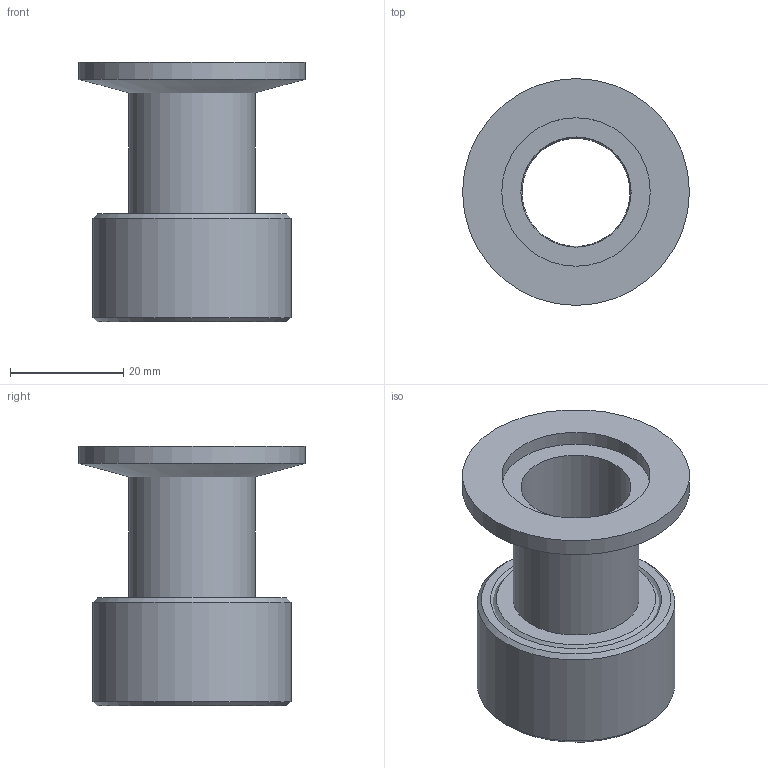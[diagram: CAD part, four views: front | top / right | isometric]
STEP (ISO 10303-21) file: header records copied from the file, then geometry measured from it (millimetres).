
FILE_DESCRIPTION(/* description */ (''),/* implementation_level */ '2;1');
FILE_NAME(/* name */ '1000007b.stp',/* time_stamp */ '2017-07-05T13:09:15-04:00',/* author */ ('Vance_A'),/* organization */ (''),/* preprocessor_version */ 'ST-DEVELOPER v16.1',/* originating_system */ 'Autodesk Inventor 2016',/* authorisation */ '');
FILE_SCHEMA (('AUTOMOTIVE_DESIGN { 1 0 10303 214 3 1 1 }'));
Length unit declared in the file: inch
Products named in the file (1): Part1
Bounding box: 40.01 x 40.01 x 45.85 mm (x, y, z)
Surface area: 14521.8 mm2 (no closed solid volume)
Topology: 0 solids, 4 shells, 36 faces, 62 edges, 38 vertices
Faces by surface type: cylinder 14, plane 12, cone 6, torus 4
Full cylindrical faces by diameter (mm): 19.05 x1, 19.431 x3, 22.225 x1, 23.8 x1, 23.812 x1, 26.187 x1, 28.092 x1, 28.194 x1, 28.778 x1, 30.124 x1, 34.925 x1, 40.005 x1
Entity records: 816 total; most frequent: DIRECTION 146, CARTESIAN_POINT 109, AXIS2_PLACEMENT_3D 73, EDGE_LOOP 72, ORIENTED_EDGE 72, FACE_BOUND 36, FACE_OUTER_BOUND 36, CIRCLE 36
